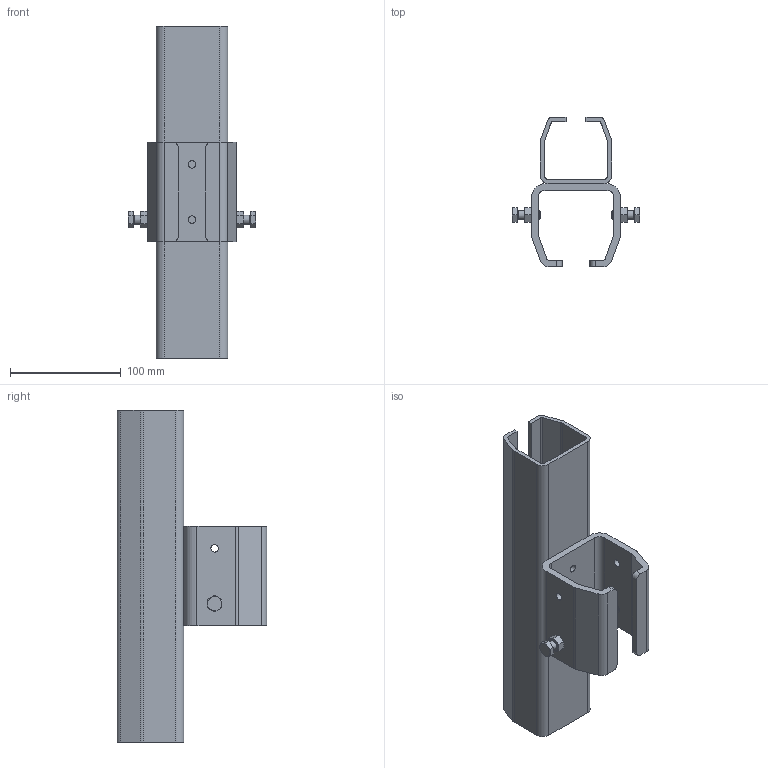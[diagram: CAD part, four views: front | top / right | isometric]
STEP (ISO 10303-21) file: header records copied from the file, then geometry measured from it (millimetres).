
FILE_DESCRIPTION(('STEP AP214'),'1');
FILE_NAME('PMH Upphängning 1502B.stp','2013-08-06T14:30:42',(' '),(' '),'Spatial InterOp 3D',' ',' ');
FILE_SCHEMA(('automotive_design'));
Length unit declared in the file: millimetre
Products named in the file (6): NAUO6; NAUO13; NAUO12; NAUO14; NAUO10; NAUO9
Assembly tree (6 placements, depth 3):
  NAUO6
    NAUO13
    NAUO12
    NAUO14  x2
      NAUO10
      NAUO9
Bounding box: 115.6 x 135 x 300 mm (x, y, z)
Volume: 346761.7 mm3; surface area: 173287.6 mm2
Topology: 6 solids, 6 shells, 134 faces, 337 edges, 219 vertices
Faces by surface type: plane 72, cylinder 38, cone 22, torus 2
Full cylindrical faces by diameter (mm): 6.647 x2, 6.8 x4, 6.9 x2, 8 x2, 11.63 x2
Entity records: 4098 total; most frequent: CARTESIAN_POINT 685, DIRECTION 522, ORIENTED_EDGE 492, EDGE_CURVE 246, AXIS2_PLACEMENT_3D 191, VERTEX_POINT 170, LINE 140, VECTOR 140
